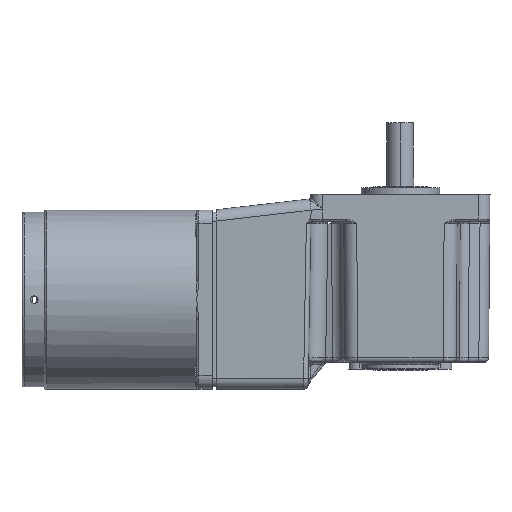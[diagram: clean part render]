
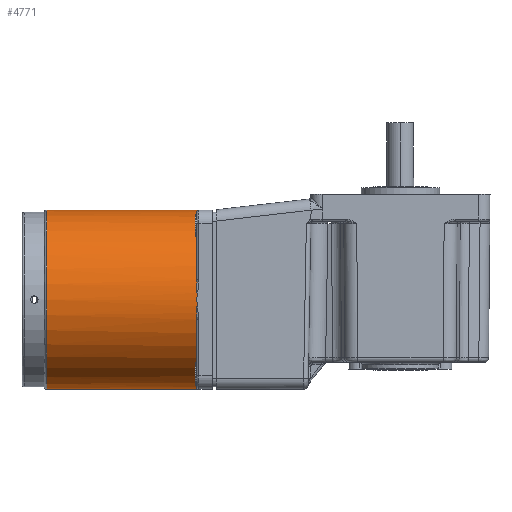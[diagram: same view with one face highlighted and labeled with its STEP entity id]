
A CAD part, front view. The second image highlights one B-rep face of the part: STEP entity #4771.
In plain terms, the highlighted cylindrical face has radius 40 mm (diameter 80 mm), a partial arc.
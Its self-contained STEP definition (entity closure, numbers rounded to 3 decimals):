
#326 = CARTESIAN_POINT ( 'NONE',  ( -113.923, 8.965, -18.915 ) ) ;
#458 = CARTESIAN_POINT ( 'NONE',  ( -180.923, 8.965, -18.915 ) ) ;
#604 = DIRECTION ( 'NONE',  ( 0., 0., -1. ) ) ;
#747 = VERTEX_POINT ( 'NONE', #2891 ) ;
#808 = EDGE_LOOP ( 'NONE', ( #12835, #3497, #4880, #4405, #3784, #13186, #6915, #4790, #8776 ) ) ;
#1268 = DIRECTION ( 'NONE',  ( -1., 0., 0. ) ) ;
#1397 = CIRCLE ( 'NONE', #11275, 40. ) ;
#1714 = AXIS2_PLACEMENT_3D ( 'NONE', #7335, #12665, #604 ) ;
#2118 = DIRECTION ( 'NONE',  ( 0., 0., -1. ) ) ;
#2145 = CARTESIAN_POINT ( 'NONE',  ( -113.923, 8.965, -18.915 ) ) ;
#2523 = LINE ( 'NONE', #7918, #3139 ) ;
#2891 = CARTESIAN_POINT ( 'NONE',  ( -113.923, -30.035, -27.803 ) ) ;
#3139 = VECTOR ( 'NONE', #13242, 1000. ) ;
#3203 = DIRECTION ( 'NONE',  ( 0., 0., 1. ) ) ;
#3497 = ORIENTED_EDGE ( 'NONE', *, *, #15160, .T. ) ;
#3561 = DIRECTION ( 'NONE',  ( 0., 0., -1. ) ) ;
#3623 = AXIS2_PLACEMENT_3D ( 'NONE', #10268, #15563, #3561 ) ;
#3784 = ORIENTED_EDGE ( 'NONE', *, *, #13830, .T. ) ;
#4018 = CARTESIAN_POINT ( 'NONE',  ( -113.923, -30.035, -10.026 ) ) ;
#4150 = EDGE_CURVE ( 'NONE', #4444, #10208, #4381, .T. ) ;
#4381 = LINE ( 'NONE', #9760, #4446 ) ;
#4405 = ORIENTED_EDGE ( 'NONE', *, *, #5964, .T. ) ;
#4444 = VERTEX_POINT ( 'NONE', #6745 ) ;
#4446 = VECTOR ( 'NONE', #15049, 1000. ) ;
#4740 = EDGE_CURVE ( 'NONE', #14960, #16907, #16474, .T. ) ;
#4771 = ADVANCED_FACE ( 'NONE', ( #16860 ), #4905, .T. ) ;
#4790 = ORIENTED_EDGE ( 'NONE', *, *, #12731, .F. ) ;
#4880 = ORIENTED_EDGE ( 'NONE', *, *, #7907, .T. ) ;
#4905 = CYLINDRICAL_SURFACE ( 'NONE', #3623, 40. ) ;
#5016 = CARTESIAN_POINT ( 'NONE',  ( -113.923, -31.035, -18.915 ) ) ;
#5152 = AXIS2_PLACEMENT_3D ( 'NONE', #8843, #14137, #2118 ) ;
#5339 = CARTESIAN_POINT ( 'NONE',  ( -113.923, 8.965, -58.915 ) ) ;
#5397 = CIRCLE ( 'NONE', #15147, 40. ) ;
#5490 = EDGE_CURVE ( 'NONE', #747, #16907, #14548, .T. ) ;
#5641 = CIRCLE ( 'NONE', #15401, 40. ) ;
#5752 = DIRECTION ( 'NONE',  ( -1., 0., 0. ) ) ;
#5879 = DIRECTION ( 'NONE',  ( 1., 0., 0. ) ) ;
#5964 = EDGE_CURVE ( 'NONE', #16184, #14469, #5641, .T. ) ;
#6672 = DIRECTION ( 'NONE',  ( 0., 0., 1. ) ) ;
#6745 = CARTESIAN_POINT ( 'NONE',  ( -180.923, 8.965, 21.085 ) ) ;
#6915 = ORIENTED_EDGE ( 'NONE', *, *, #4740, .F. ) ;
#7030 = AXIS2_PLACEMENT_3D ( 'NONE', #13315, #1268, #6672 ) ;
#7335 = CARTESIAN_POINT ( 'NONE',  ( -113.923, 8.965, -18.915 ) ) ;
#7544 = DIRECTION ( 'NONE',  ( 1., 0., 0. ) ) ;
#7783 = VERTEX_POINT ( 'NONE', #16555 ) ;
#7907 = EDGE_CURVE ( 'NONE', #7783, #16184, #2523, .T. ) ;
#7918 = CARTESIAN_POINT ( 'NONE',  ( -114.623, 8.965, -58.915 ) ) ;
#8619 = CARTESIAN_POINT ( 'NONE',  ( -113.923, 8.965, 21.085 ) ) ;
#8776 = ORIENTED_EDGE ( 'NONE', *, *, #11916, .F. ) ;
#8843 = CARTESIAN_POINT ( 'NONE',  ( -113.923, 8.965, -18.915 ) ) ;
#8982 = AXIS2_PLACEMENT_3D ( 'NONE', #2145, #7544, #12869 ) ;
#9343 = CIRCLE ( 'NONE', #1714, 40. ) ;
#9760 = CARTESIAN_POINT ( 'NONE',  ( -114.623, 8.965, 21.085 ) ) ;
#9908 = CARTESIAN_POINT ( 'NONE',  ( -113.923, 8.965, -18.915 ) ) ;
#10208 = VERTEX_POINT ( 'NONE', #8619 ) ;
#10268 = CARTESIAN_POINT ( 'NONE',  ( -114.623, 8.965, -18.915 ) ) ;
#11098 = DIRECTION ( 'NONE',  ( 0., 0., 1. ) ) ;
#11228 = DIRECTION ( 'NONE',  ( 0., 0., 1. ) ) ;
#11275 = AXIS2_PLACEMENT_3D ( 'NONE', #458, #5879, #11228 ) ;
#11916 = EDGE_CURVE ( 'NONE', #10208, #13369, #9343, .T. ) ;
#12100 = CARTESIAN_POINT ( 'NONE',  ( -113.923, 0.077, -57.915 ) ) ;
#12665 = DIRECTION ( 'NONE',  ( 1., 0., 0. ) ) ;
#12701 = CIRCLE ( 'NONE', #5152, 40. ) ;
#12731 = EDGE_CURVE ( 'NONE', #13369, #14960, #12701, .T. ) ;
#12835 = ORIENTED_EDGE ( 'NONE', *, *, #4150, .F. ) ;
#12869 = DIRECTION ( 'NONE',  ( 0., 0., -1. ) ) ;
#13186 = ORIENTED_EDGE ( 'NONE', *, *, #5490, .T. ) ;
#13242 = DIRECTION ( 'NONE',  ( 1., 0., 0. ) ) ;
#13315 = CARTESIAN_POINT ( 'NONE',  ( -113.923, 8.965, -18.915 ) ) ;
#13369 = VERTEX_POINT ( 'NONE', #17120 ) ;
#13830 = EDGE_CURVE ( 'NONE', #14469, #747, #5397, .T. ) ;
#14137 = DIRECTION ( 'NONE',  ( 1., 0., 0. ) ) ;
#14469 = VERTEX_POINT ( 'NONE', #12100 ) ;
#14548 = CIRCLE ( 'NONE', #7030, 40. ) ;
#14960 = VERTEX_POINT ( 'NONE', #4018 ) ;
#15049 = DIRECTION ( 'NONE',  ( 1., 0., 0. ) ) ;
#15147 = AXIS2_PLACEMENT_3D ( 'NONE', #326, #5752, #11098 ) ;
#15160 = EDGE_CURVE ( 'NONE', #4444, #7783, #1397, .T. ) ;
#15204 = DIRECTION ( 'NONE',  ( -1., 0., 0. ) ) ;
#15401 = AXIS2_PLACEMENT_3D ( 'NONE', #9908, #15204, #3203 ) ;
#15563 = DIRECTION ( 'NONE',  ( 1., 0., 0. ) ) ;
#16184 = VERTEX_POINT ( 'NONE', #5339 ) ;
#16474 = CIRCLE ( 'NONE', #8982, 40. ) ;
#16555 = CARTESIAN_POINT ( 'NONE',  ( -180.923, 8.965, -58.915 ) ) ;
#16860 = FACE_OUTER_BOUND ( 'NONE', #808, .T. ) ;
#16907 = VERTEX_POINT ( 'NONE', #5016 ) ;
#17120 = CARTESIAN_POINT ( 'NONE',  ( -113.923, 0.077, 20.085 ) ) ;
